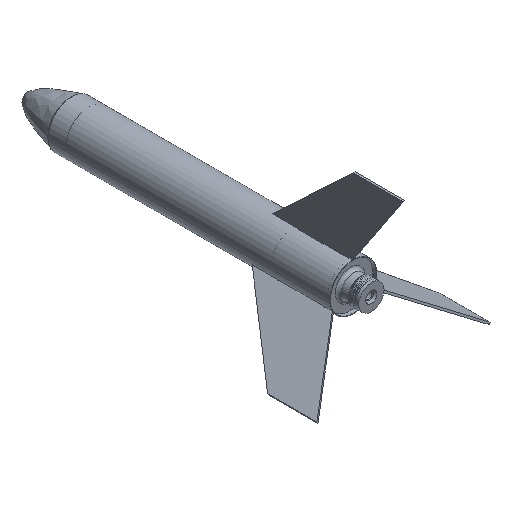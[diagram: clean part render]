
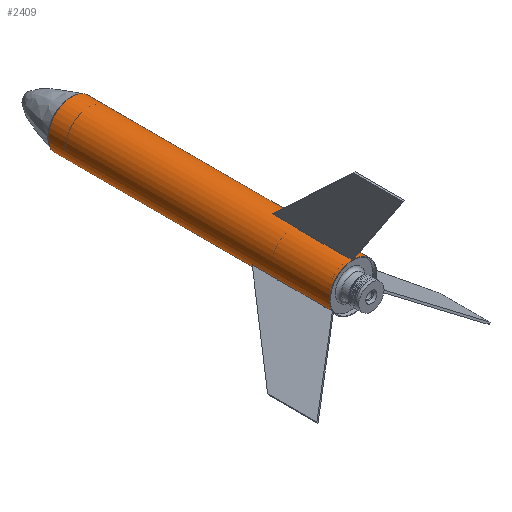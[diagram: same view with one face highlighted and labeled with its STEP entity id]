
A CAD part, isometric view. The second image highlights one B-rep face of the part: STEP entity #2409.
In plain terms, the highlighted cylindrical face has radius 38.1 mm (diameter 76.2 mm), a full revolution.
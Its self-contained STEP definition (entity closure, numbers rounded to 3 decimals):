
#110=FACE_BOUND('',#404,.T.);
#111=FACE_BOUND('',#405,.T.);
#112=FACE_BOUND('',#406,.T.);
#252=FACE_OUTER_BOUND('',#403,.T.);
#403=EDGE_LOOP('',(#1805,#1806,#1807,#1808));
#404=EDGE_LOOP('',(#1809,#1810,#1811,#1812));
#405=EDGE_LOOP('',(#1813,#1814,#1815,#1816));
#406=EDGE_LOOP('',(#1817,#1818,#1819,#1820));
#548=CIRCLE('',#2622,38.1);
#550=CIRCLE('',#2626,38.1);
#552=CIRCLE('',#2630,38.1);
#554=CIRCLE('',#2634,38.1);
#556=CIRCLE('',#2638,38.1);
#558=CIRCLE('',#2642,38.1);
#561=CIRCLE('',#2647,38.1);
#562=CIRCLE('',#2648,38.1);
#727=LINE('',#5372,#889);
#731=LINE('',#5384,#893);
#735=LINE('',#5396,#897);
#739=LINE('',#5408,#901);
#743=LINE('',#5420,#905);
#747=LINE('',#5432,#909);
#750=LINE('',#5447,#912);
#889=VECTOR('',#2937,10.);
#893=VECTOR('',#2949,10.);
#897=VECTOR('',#2961,10.);
#901=VECTOR('',#2973,10.);
#905=VECTOR('',#2985,10.);
#909=VECTOR('',#2997,10.);
#912=VECTOR('',#3016,38.1);
#1078=VERTEX_POINT('',#5369);
#1079=VERTEX_POINT('',#5371);
#1081=VERTEX_POINT('',#5377);
#1083=VERTEX_POINT('',#5383);
#1086=VERTEX_POINT('',#5393);
#1087=VERTEX_POINT('',#5395);
#1089=VERTEX_POINT('',#5401);
#1091=VERTEX_POINT('',#5407);
#1094=VERTEX_POINT('',#5417);
#1095=VERTEX_POINT('',#5419);
#1097=VERTEX_POINT('',#5425);
#1099=VERTEX_POINT('',#5431);
#1102=VERTEX_POINT('',#5444);
#1103=VERTEX_POINT('',#5446);
#1329=EDGE_CURVE('',#1079,#1078,#727,.T.);
#1332=EDGE_CURVE('',#1081,#1079,#548,.T.);
#1335=EDGE_CURVE('',#1083,#1081,#731,.T.);
#1338=EDGE_CURVE('',#1078,#1083,#550,.T.);
#1341=EDGE_CURVE('',#1087,#1086,#735,.T.);
#1344=EDGE_CURVE('',#1089,#1087,#552,.T.);
#1347=EDGE_CURVE('',#1091,#1089,#739,.T.);
#1350=EDGE_CURVE('',#1086,#1091,#554,.T.);
#1353=EDGE_CURVE('',#1095,#1094,#743,.T.);
#1356=EDGE_CURVE('',#1097,#1095,#556,.T.);
#1359=EDGE_CURVE('',#1099,#1097,#747,.T.);
#1362=EDGE_CURVE('',#1094,#1099,#558,.T.);
#1366=EDGE_CURVE('',#1102,#1102,#561,.T.);
#1367=EDGE_CURVE('',#1102,#1103,#750,.T.);
#1368=EDGE_CURVE('',#1103,#1103,#562,.T.);
#1805=ORIENTED_EDGE('',*,*,#1366,.F.);
#1806=ORIENTED_EDGE('',*,*,#1367,.T.);
#1807=ORIENTED_EDGE('',*,*,#1368,.T.);
#1808=ORIENTED_EDGE('',*,*,#1367,.F.);
#1809=ORIENTED_EDGE('',*,*,#1335,.T.);
#1810=ORIENTED_EDGE('',*,*,#1332,.T.);
#1811=ORIENTED_EDGE('',*,*,#1329,.T.);
#1812=ORIENTED_EDGE('',*,*,#1338,.T.);
#1813=ORIENTED_EDGE('',*,*,#1347,.T.);
#1814=ORIENTED_EDGE('',*,*,#1344,.T.);
#1815=ORIENTED_EDGE('',*,*,#1341,.T.);
#1816=ORIENTED_EDGE('',*,*,#1350,.T.);
#1817=ORIENTED_EDGE('',*,*,#1359,.T.);
#1818=ORIENTED_EDGE('',*,*,#1356,.T.);
#1819=ORIENTED_EDGE('',*,*,#1353,.T.);
#1820=ORIENTED_EDGE('',*,*,#1362,.T.);
#2347=CYLINDRICAL_SURFACE('',#2646,38.1);
#2409=ADVANCED_FACE('',(#252,#110,#111,#112),#2347,.T.);
#2622=AXIS2_PLACEMENT_3D('',#5378,#2943,#2944);
#2626=AXIS2_PLACEMENT_3D('',#5388,#2955,#2956);
#2630=AXIS2_PLACEMENT_3D('',#5402,#2967,#2968);
#2634=AXIS2_PLACEMENT_3D('',#5412,#2979,#2980);
#2638=AXIS2_PLACEMENT_3D('',#5426,#2991,#2992);
#2642=AXIS2_PLACEMENT_3D('',#5436,#3003,#3004);
#2646=AXIS2_PLACEMENT_3D('',#5443,#3012,#3013);
#2647=AXIS2_PLACEMENT_3D('',#5445,#3014,#3015);
#2648=AXIS2_PLACEMENT_3D('',#5448,#3017,#3018);
#2937=DIRECTION('',(0.,1.,0.));
#2943=DIRECTION('center_axis',(0.,-1.,0.));
#2944=DIRECTION('ref_axis',(1.,0.,0.));
#2949=DIRECTION('',(0.,-1.,0.));
#2955=DIRECTION('center_axis',(0.,1.,0.));
#2956=DIRECTION('ref_axis',(1.,0.,0.));
#2961=DIRECTION('',(0.,1.,0.));
#2967=DIRECTION('center_axis',(0.,-1.,0.));
#2968=DIRECTION('ref_axis',(1.,0.,0.));
#2973=DIRECTION('',(0.,-1.,0.));
#2979=DIRECTION('center_axis',(0.,1.,0.));
#2980=DIRECTION('ref_axis',(1.,0.,0.));
#2985=DIRECTION('',(0.,1.,0.));
#2991=DIRECTION('center_axis',(0.,-1.,0.));
#2992=DIRECTION('ref_axis',(1.,0.,0.));
#2997=DIRECTION('',(0.,-1.,0.));
#3003=DIRECTION('center_axis',(0.,1.,0.));
#3004=DIRECTION('ref_axis',(1.,0.,0.));
#3012=DIRECTION('center_axis',(0.,1.,0.));
#3013=DIRECTION('ref_axis',(1.,0.,0.));
#3014=DIRECTION('center_axis',(0.,1.,0.));
#3015=DIRECTION('ref_axis',(1.,0.,0.));
#3016=DIRECTION('',(0.,-1.,0.));
#3017=DIRECTION('center_axis',(0.,1.,0.));
#3018=DIRECTION('ref_axis',(1.,0.,0.));
#5369=CARTESIAN_POINT('',(-32.173,88.9,-20.408));
#5371=CARTESIAN_POINT('',(-32.173,12.7,-20.408));
#5372=CARTESIAN_POINT('',(-32.173,0.,-20.408));
#5377=CARTESIAN_POINT('',(-33.761,12.7,-17.659));
#5378=CARTESIAN_POINT('Origin',(0.,12.7,0.));
#5383=CARTESIAN_POINT('',(-33.761,88.9,-17.659));
#5384=CARTESIAN_POINT('',(-33.761,0.,-17.659));
#5388=CARTESIAN_POINT('Origin',(0.,88.9,0.));
#5393=CARTESIAN_POINT('',(33.761,88.9,-17.659));
#5395=CARTESIAN_POINT('',(33.761,12.7,-17.659));
#5396=CARTESIAN_POINT('',(33.761,0.,-17.659));
#5401=CARTESIAN_POINT('',(32.173,12.7,-20.408));
#5402=CARTESIAN_POINT('Origin',(0.,12.7,0.));
#5407=CARTESIAN_POINT('',(32.173,88.9,-20.408));
#5408=CARTESIAN_POINT('',(32.173,0.,-20.408));
#5412=CARTESIAN_POINT('Origin',(0.,88.9,0.));
#5417=CARTESIAN_POINT('',(-1.588,88.9,38.067));
#5419=CARTESIAN_POINT('',(-1.588,12.7,38.067));
#5420=CARTESIAN_POINT('',(-1.588,0.,38.067));
#5425=CARTESIAN_POINT('',(1.588,12.7,38.067));
#5426=CARTESIAN_POINT('Origin',(0.,12.7,0.));
#5431=CARTESIAN_POINT('',(1.588,88.9,38.067));
#5432=CARTESIAN_POINT('',(1.588,0.,38.067));
#5436=CARTESIAN_POINT('Origin',(0.,88.9,0.));
#5443=CARTESIAN_POINT('Origin',(0.,0.,0.));
#5444=CARTESIAN_POINT('',(-38.1,457.2,0.));
#5445=CARTESIAN_POINT('Origin',(0.,457.2,0.));
#5446=CARTESIAN_POINT('',(-38.1,0.,0.));
#5447=CARTESIAN_POINT('',(-38.1,0.,0.));
#5448=CARTESIAN_POINT('Origin',(0.,0.,0.));
